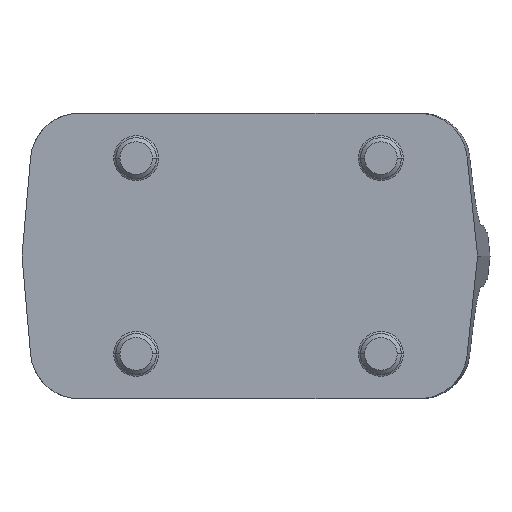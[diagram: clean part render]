
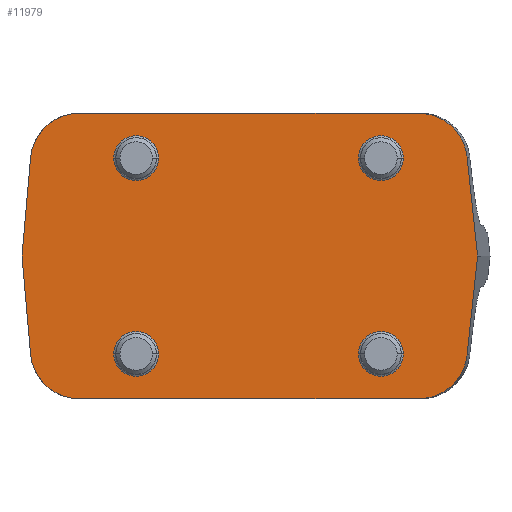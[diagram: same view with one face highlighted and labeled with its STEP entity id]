
A CAD part, left-side view. The second image highlights one B-rep face of the part: STEP entity #11979.
In plain terms, the highlighted planar face has unit normal (-1, 0, 0).
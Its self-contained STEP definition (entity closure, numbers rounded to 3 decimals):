
#1728=DIRECTION('',(0.,0.105,-0.994));
#1729=VECTOR('',#1728,24.389);
#1730=CARTESIAN_POINT('',(-38.5,-38.696,0.));
#1731=LINE('',#1730,#1729);
#1736=DIRECTION('',(0.,0.105,0.994));
#1737=VECTOR('',#1736,24.389);
#1738=CARTESIAN_POINT('',(-38.5,-38.696,0.));
#1739=LINE('',#1738,#1737);
#1776=CARTESIAN_POINT('',(-38.5,45.,24.));
#1777=DIRECTION('',(1.,0.,0.));
#1778=DIRECTION('',(0.,-1.,0.));
#1779=AXIS2_PLACEMENT_3D('',#1776,#1777,#1778);
#1781=CARTESIAN_POINT('',(-38.5,45.,24.));
#1782=DIRECTION('',(1.,0.,0.));
#1783=DIRECTION('',(0.,1.,0.));
#1784=AXIS2_PLACEMENT_3D('',#1781,#1782,#1783);
#1786=CARTESIAN_POINT('',(-38.5,-15.,24.));
#1787=DIRECTION('',(1.,0.,0.));
#1788=DIRECTION('',(0.,-1.,0.));
#1789=AXIS2_PLACEMENT_3D('',#1786,#1787,#1788);
#1791=CARTESIAN_POINT('',(-38.5,-15.,24.));
#1792=DIRECTION('',(1.,0.,0.));
#1793=DIRECTION('',(0.,1.,0.));
#1794=AXIS2_PLACEMENT_3D('',#1791,#1792,#1793);
#1796=CARTESIAN_POINT('',(-38.5,-15.,-24.));
#1797=DIRECTION('',(-1.,0.,0.));
#1798=DIRECTION('',(0.,-1.,0.));
#1799=AXIS2_PLACEMENT_3D('',#1796,#1797,#1798);
#1801=CARTESIAN_POINT('',(-38.5,-15.,-24.));
#1802=DIRECTION('',(-1.,0.,0.));
#1803=DIRECTION('',(0.,1.,0.));
#1804=AXIS2_PLACEMENT_3D('',#1801,#1802,#1803);
#1806=CARTESIAN_POINT('',(-38.5,45.,-24.));
#1807=DIRECTION('',(-1.,0.,0.));
#1808=DIRECTION('',(0.,-1.,0.));
#1809=AXIS2_PLACEMENT_3D('',#1806,#1807,#1808);
#1811=CARTESIAN_POINT('',(-38.5,45.,-24.));
#1812=DIRECTION('',(-1.,0.,0.));
#1813=DIRECTION('',(0.,1.,0.));
#1814=AXIS2_PLACEMENT_3D('',#1811,#1812,#1813);
#1816=CARTESIAN_POINT('',(-38.5,58.942,23.));
#1817=DIRECTION('',(-1.,0.,0.));
#1818=DIRECTION('',(0.,0.,1.));
#1819=AXIS2_PLACEMENT_3D('',#1816,#1817,#1818);
#1821=CARTESIAN_POINT('',(-38.5,-36.139,24.254));
#1822=CARTESIAN_POINT('',(-38.5,-36.044,25.151));
#1823=CARTESIAN_POINT('',(-38.5,-35.679,26.749));
#1824=CARTESIAN_POINT('',(-38.5,-34.496,29.443));
#1825=CARTESIAN_POINT('',(-38.5,-32.362,32.082));
#1826=CARTESIAN_POINT('',(-38.5,-29.506,33.919));
#1827=CARTESIAN_POINT('',(-38.5,-26.697,34.806));
#1828=CARTESIAN_POINT('',(-38.5,-25.068,35.));
#1829=CARTESIAN_POINT('',(-38.5,-24.166,35.));
#1831=CARTESIAN_POINT('',(-38.5,-36.139,-24.254));
#1832=CARTESIAN_POINT('',(-38.5,-36.044,-25.151));
#1833=CARTESIAN_POINT('',(-38.5,-35.679,-26.749));
#1834=CARTESIAN_POINT('',(-38.5,-34.496,-29.443));
#1835=CARTESIAN_POINT('',(-38.5,-32.362,-32.082));
#1836=CARTESIAN_POINT('',(-38.5,-29.506,-33.919));
#1837=CARTESIAN_POINT('',(-38.5,-26.697,-34.806));
#1838=CARTESIAN_POINT('',(-38.5,-25.068,-35.));
#1839=CARTESIAN_POINT('',(-38.5,-24.166,-35.));
#1841=CARTESIAN_POINT('',(-38.5,58.942,-23.));
#1842=DIRECTION('',(1.,0.,0.));
#1843=DIRECTION('',(0.,0.,-1.));
#1844=AXIS2_PLACEMENT_3D('',#1841,#1842,#1843);
#1908=DIRECTION('',(0.,1.,0.));
#1909=VECTOR('',#1908,83.108);
#1910=CARTESIAN_POINT('',(-38.5,-24.166,35.));
#1911=LINE('',#1910,#1909);
#1938=DIRECTION('',(0.,-0.087,0.996));
#1939=VECTOR('',#1938,24.138);
#1940=CARTESIAN_POINT('',(-38.5,73.,0.));
#1941=LINE('',#1940,#1939);
#1942=DIRECTION('',(0.,-0.087,-0.996));
#1943=VECTOR('',#1942,24.138);
#1944=CARTESIAN_POINT('',(-38.5,73.,0.));
#1945=LINE('',#1944,#1943);
#1972=DIRECTION('',(0.,1.,0.));
#1973=VECTOR('',#1972,83.108);
#1974=CARTESIAN_POINT('',(-38.5,-24.166,-35.));
#1975=LINE('',#1974,#1973);
#8044=CARTESIAN_POINT('',(-38.5,73.,0.));
#8045=VERTEX_POINT('',#8044);
#9416=CARTESIAN_POINT('',(-38.5,-38.696,0.));
#9418=VERTEX_POINT('',#9416);
#9496=CARTESIAN_POINT('',(-38.5,-20.5,24.));
#9497=CARTESIAN_POINT('',(-38.5,-9.5,24.));
#9498=VERTEX_POINT('',#9496);
#9499=VERTEX_POINT('',#9497);
#9519=CARTESIAN_POINT('',(-38.5,39.5,24.));
#9520=CARTESIAN_POINT('',(-38.5,50.5,24.));
#9521=VERTEX_POINT('',#9519);
#9522=VERTEX_POINT('',#9520);
#9539=CARTESIAN_POINT('',(-38.5,-20.5,-24.));
#9540=CARTESIAN_POINT('',(-38.5,-9.5,-24.));
#9541=VERTEX_POINT('',#9539);
#9542=VERTEX_POINT('',#9540);
#9562=CARTESIAN_POINT('',(-38.5,39.5,-24.));
#9563=CARTESIAN_POINT('',(-38.5,50.5,-24.));
#9564=VERTEX_POINT('',#9562);
#9565=VERTEX_POINT('',#9563);
#9572=CARTESIAN_POINT('',(-38.5,58.942,35.));
#9573=CARTESIAN_POINT('',(-38.5,70.896,24.046));
#9574=VERTEX_POINT('',#9572);
#9575=VERTEX_POINT('',#9573);
#9581=CARTESIAN_POINT('',(-38.5,-36.139,24.254));
#9582=VERTEX_POINT('',#9581);
#9583=VERTEX_POINT('',#1829);
#9584=CARTESIAN_POINT('',(-38.5,58.942,-35.));
#9585=CARTESIAN_POINT('',(-38.5,70.896,-24.046));
#9586=VERTEX_POINT('',#9584);
#9587=VERTEX_POINT('',#9585);
#9593=CARTESIAN_POINT('',(-38.5,-36.139,-24.254));
#9594=VERTEX_POINT('',#9593);
#9595=VERTEX_POINT('',#1839);
#11930=CARTESIAN_POINT('',(-38.5,84.487,-40.062));
#11931=DIRECTION('',(-1.,0.,0.));
#11932=DIRECTION('',(0.,0.,1.));
#11933=AXIS2_PLACEMENT_3D('',#11930,#11931,#11932);
#11934=PLANE('',#11933);
#11936=ORIENTED_EDGE('',*,*,#11935,.F.);
#11938=ORIENTED_EDGE('',*,*,#11937,.T.);
#11940=ORIENTED_EDGE('',*,*,#11939,.F.);
#11942=ORIENTED_EDGE('',*,*,#11941,.F.);
#11944=ORIENTED_EDGE('',*,*,#11943,.F.);
#11945=ORIENTED_EDGE('',*,*,#11906,.F.);
#11946=ORIENTED_EDGE('',*,*,#11895,.T.);
#11948=ORIENTED_EDGE('',*,*,#11947,.T.);
#11950=ORIENTED_EDGE('',*,*,#11949,.T.);
#11952=ORIENTED_EDGE('',*,*,#11951,.T.);
#11953=EDGE_LOOP('',(#11936,#11938,#11940,#11942,#11944,#11945,#11946,#11948,
#11950,#11952));
#11954=FACE_OUTER_BOUND('',#11953,.F.);
#11956=ORIENTED_EDGE('',*,*,#11955,.F.);
#11958=ORIENTED_EDGE('',*,*,#11957,.F.);
#11959=EDGE_LOOP('',(#11956,#11958));
#11960=FACE_BOUND('',#11959,.F.);
#11962=ORIENTED_EDGE('',*,*,#11961,.F.);
#11964=ORIENTED_EDGE('',*,*,#11963,.F.);
#11965=EDGE_LOOP('',(#11962,#11964));
#11966=FACE_BOUND('',#11965,.F.);
#11968=ORIENTED_EDGE('',*,*,#11967,.T.);
#11970=ORIENTED_EDGE('',*,*,#11969,.T.);
#11971=EDGE_LOOP('',(#11968,#11970));
#11972=FACE_BOUND('',#11971,.F.);
#11974=ORIENTED_EDGE('',*,*,#11973,.T.);
#11976=ORIENTED_EDGE('',*,*,#11975,.T.);
#11977=EDGE_LOOP('',(#11974,#11976));
#11978=FACE_BOUND('',#11977,.F.);
#11979=ADVANCED_FACE('',(#11954,#11960,#11966,#11972,#11978),#11934,.T.);
#1780=CIRCLE('',#1779,5.5);
#1785=CIRCLE('',#1784,5.5);
#1790=CIRCLE('',#1789,5.5);
#1795=CIRCLE('',#1794,5.5);
#1800=CIRCLE('',#1799,5.5);
#1805=CIRCLE('',#1804,5.5);
#1810=CIRCLE('',#1809,5.5);
#1815=CIRCLE('',#1814,5.5);
#1820=CIRCLE('',#1819,12.);
#1830=B_SPLINE_CURVE_WITH_KNOTS('',3,(#1821,#1822,#1823,#1824,#1825,#1826,#1827,
#1828,#1829),.UNSPECIFIED.,.F.,.F.,(4,1,1,1,1,1,4),(0.,0.125,0.25,0.5,
0.75,0.875,1.),.UNSPECIFIED.);
#1840=B_SPLINE_CURVE_WITH_KNOTS('',3,(#1831,#1832,#1833,#1834,#1835,#1836,#1837,
#1838,#1839),.UNSPECIFIED.,.F.,.F.,(4,1,1,1,1,1,4),(0.,0.125,0.25,0.5,
0.75,0.875,1.),.UNSPECIFIED.);
#1845=CIRCLE('',#1844,12.);
#11895=EDGE_CURVE('',#9418,#9594,#1731,.T.);
#11906=EDGE_CURVE('',#9418,#9582,#1739,.T.);
#11935=EDGE_CURVE('',#8045,#9587,#1945,.T.);
#11937=EDGE_CURVE('',#8045,#9575,#1941,.T.);
#11939=EDGE_CURVE('',#9574,#9575,#1820,.T.);
#11941=EDGE_CURVE('',#9583,#9574,#1911,.T.);
#11943=EDGE_CURVE('',#9582,#9583,#1830,.T.);
#11947=EDGE_CURVE('',#9594,#9595,#1840,.T.);
#11949=EDGE_CURVE('',#9595,#9586,#1975,.T.);
#11951=EDGE_CURVE('',#9586,#9587,#1845,.T.);
#11955=EDGE_CURVE('',#9521,#9522,#1780,.T.);
#11957=EDGE_CURVE('',#9522,#9521,#1785,.T.);
#11961=EDGE_CURVE('',#9498,#9499,#1790,.T.);
#11963=EDGE_CURVE('',#9499,#9498,#1795,.T.);
#11967=EDGE_CURVE('',#9541,#9542,#1800,.T.);
#11969=EDGE_CURVE('',#9542,#9541,#1805,.T.);
#11973=EDGE_CURVE('',#9564,#9565,#1810,.T.);
#11975=EDGE_CURVE('',#9565,#9564,#1815,.T.);
